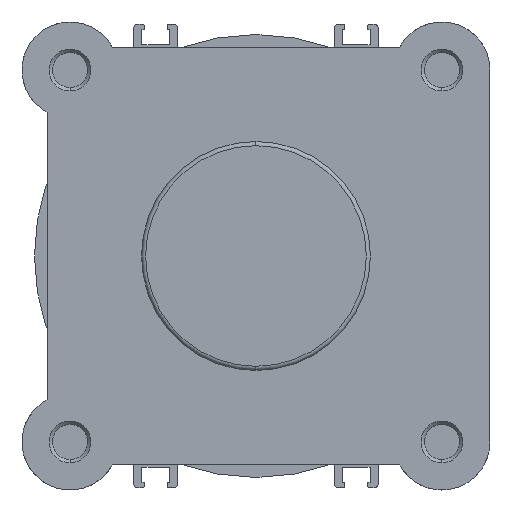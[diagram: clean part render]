
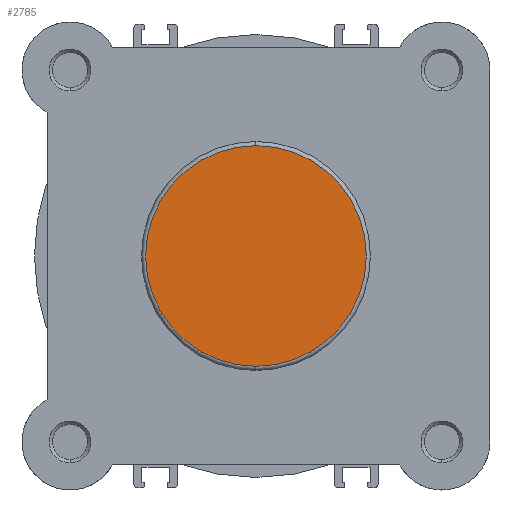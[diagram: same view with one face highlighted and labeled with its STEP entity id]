
A CAD part, left-side view. The second image highlights one B-rep face of the part: STEP entity #2785.
In plain terms, the highlighted planar face has unit normal (-1, 0, 0).
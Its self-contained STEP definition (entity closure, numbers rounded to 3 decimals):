
#509 = AXIS2_PLACEMENT_3D ( 'NONE', #3747, #3761, #3762 ) ;
#521 = AXIS2_PLACEMENT_3D ( 'NONE', #3804, #3820, #3821 ) ;
#879 = AXIS2_PLACEMENT_3D ( 'NONE', #6994, #7000, #7001 ) ;
#1222 = EDGE_LOOP ( 'NONE', ( #1885, #1884 ) ) ;
#1884 = ORIENTED_EDGE ( 'NONE', *, *, #2340, .T. ) ;
#1885 = ORIENTED_EDGE ( 'NONE', *, *, #2364, .T. ) ;
#2340 = EDGE_CURVE ( 'NONE', #4544, #4545, #4842, .T. ) ;
#2364 = EDGE_CURVE ( 'NONE', #4545, #4544, #4882, .T. ) ;
#2785 = ADVANCED_FACE ( 'NONE', ( #6922 ), #6807, .F. ) ;
#3747 = CARTESIAN_POINT ( 'NONE',  ( 0., 0., 0. ) ) ;
#3761 = DIRECTION ( 'NONE',  ( -1., 0., 0. ) ) ;
#3762 = DIRECTION ( 'NONE',  ( 0., 0., -1. ) ) ;
#3804 = CARTESIAN_POINT ( 'NONE',  ( 0., 0., 0. ) ) ;
#3820 = DIRECTION ( 'NONE',  ( -1., 0., 0. ) ) ;
#3821 = DIRECTION ( 'NONE',  ( 0., 0., -1. ) ) ;
#4544 = VERTEX_POINT ( 'NONE', #7365 ) ;
#4545 = VERTEX_POINT ( 'NONE', #7366 ) ;
#4842 = CIRCLE ( 'NONE', #509, 26.4 ) ;
#4882 = CIRCLE ( 'NONE', #521, 26.4 ) ;
#6807 = PLANE ( 'NONE',  #879 ) ;
#6922 = FACE_OUTER_BOUND ( 'NONE', #1222, .T. ) ;
#6994 = CARTESIAN_POINT ( 'NONE',  ( 0., 27.4, 0. ) ) ;
#7000 = DIRECTION ( 'NONE',  ( 1., 0., 0. ) ) ;
#7001 = DIRECTION ( 'NONE',  ( 0., 0., -1. ) ) ;
#7365 = CARTESIAN_POINT ( 'NONE',  ( 0., 0., 26.4 ) ) ;
#7366 = CARTESIAN_POINT ( 'NONE',  ( 0., 0., -26.4 ) ) ;
